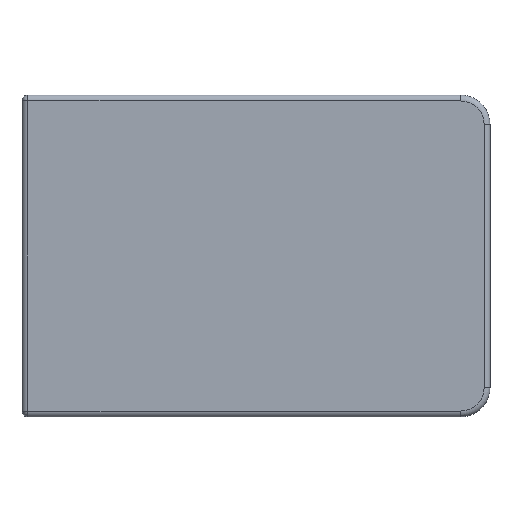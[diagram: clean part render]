
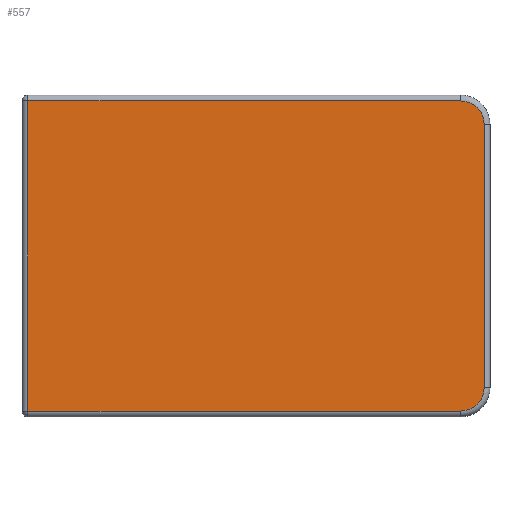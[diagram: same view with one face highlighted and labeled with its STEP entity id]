
A CAD part, front view. The second image highlights one B-rep face of the part: STEP entity #557.
In plain terms, the highlighted planar face has unit normal (0, -1, 0).
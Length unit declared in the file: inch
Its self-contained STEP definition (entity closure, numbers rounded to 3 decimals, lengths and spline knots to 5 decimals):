
#5 = VERTEX_POINT ( 'NONE', #787 ) ;
#16 = DIRECTION ( 'NONE',  ( 1., 0., 0. ) ) ;
#34 = CARTESIAN_POINT ( 'NONE',  ( 4., 0., -2.65 ) ) ;
#44 = CIRCLE ( 'NONE', #1047, 0.4 ) ;
#47 = DIRECTION ( 'NONE',  ( 0., 0., 1. ) ) ;
#62 = AXIS2_PLACEMENT_3D ( 'NONE', #673, #669, #640 ) ;
#119 = ORIENTED_EDGE ( 'NONE', *, *, #615, .T. ) ;
#120 = AXIS2_PLACEMENT_3D ( 'NONE', #1023, #848, #832 ) ;
#143 = DIRECTION ( 'NONE',  ( 0., -1., 0. ) ) ;
#188 = ORIENTED_EDGE ( 'NONE', *, *, #307, .T. ) ;
#203 = CARTESIAN_POINT ( 'NONE',  ( 3.9, 0., -2.25 ) ) ;
#211 = LINE ( 'NONE', #1177, #1142 ) ;
#221 = CIRCLE ( 'NONE', #62, 0.4 ) ;
#278 = CARTESIAN_POINT ( 'NONE',  ( -3.9, 0., -2.65 ) ) ;
#286 = EDGE_LOOP ( 'NONE', ( #1067, #119, #652, #898, #1122, #188 ) ) ;
#307 = EDGE_CURVE ( 'NONE', #491, #1041, #1054, .T. ) ;
#358 = DIRECTION ( 'NONE',  ( 0., 0., 1. ) ) ;
#365 = CARTESIAN_POINT ( 'NONE',  ( 3.9, 0., 2.75 ) ) ;
#374 = EDGE_CURVE ( 'NONE', #406, #491, #211, .T. ) ;
#406 = VERTEX_POINT ( 'NONE', #1084 ) ;
#432 = CARTESIAN_POINT ( 'NONE',  ( 3.5, 0., -2.25 ) ) ;
#436 = EDGE_CURVE ( 'NONE', #723, #406, #894, .T. ) ;
#453 = LINE ( 'NONE', #365, #912 ) ;
#491 = VERTEX_POINT ( 'NONE', #278 ) ;
#557 = ADVANCED_FACE ( 'NONE', ( #1180 ), #1078, .F. ) ;
#565 = EDGE_CURVE ( 'NONE', #5, #723, #221, .T. ) ;
#615 = EDGE_CURVE ( 'NONE', #872, #5, #453, .T. ) ;
#640 = DIRECTION ( 'NONE',  ( 0., 0., 1. ) ) ;
#645 = VECTOR ( 'NONE', #747, 39.37008 ) ;
#652 = ORIENTED_EDGE ( 'NONE', *, *, #565, .T. ) ;
#669 = DIRECTION ( 'NONE',  ( 0., -1., 0. ) ) ;
#673 = CARTESIAN_POINT ( 'NONE',  ( 3.5, 0., 2.25 ) ) ;
#723 = VERTEX_POINT ( 'NONE', #996 ) ;
#747 = DIRECTION ( 'NONE',  ( -1., 0., 0. ) ) ;
#787 = CARTESIAN_POINT ( 'NONE',  ( 3.9, 0., 2.25 ) ) ;
#797 = CARTESIAN_POINT ( 'NONE',  ( 4., 0., 2.65 ) ) ;
#799 = EDGE_CURVE ( 'NONE', #1041, #872, #44, .T. ) ;
#832 = DIRECTION ( 'NONE',  ( 0., 0., 1. ) ) ;
#848 = DIRECTION ( 'NONE',  ( 0., 1., 0. ) ) ;
#872 = VERTEX_POINT ( 'NONE', #203 ) ;
#878 = CARTESIAN_POINT ( 'NONE',  ( 3.5, 0., -2.65 ) ) ;
#894 = LINE ( 'NONE', #797, #645 ) ;
#898 = ORIENTED_EDGE ( 'NONE', *, *, #436, .T. ) ;
#912 = VECTOR ( 'NONE', #358, 39.37008 ) ;
#996 = CARTESIAN_POINT ( 'NONE',  ( 3.5, 0., 2.65 ) ) ;
#1003 = VECTOR ( 'NONE', #16, 39.37008 ) ;
#1023 = CARTESIAN_POINT ( 'NONE',  ( 4., 0., 2.75 ) ) ;
#1041 = VERTEX_POINT ( 'NONE', #878 ) ;
#1047 = AXIS2_PLACEMENT_3D ( 'NONE', #432, #143, #47 ) ;
#1054 = LINE ( 'NONE', #34, #1003 ) ;
#1067 = ORIENTED_EDGE ( 'NONE', *, *, #799, .T. ) ;
#1078 = PLANE ( 'NONE',  #120 ) ;
#1084 = CARTESIAN_POINT ( 'NONE',  ( -3.9, 0., 2.65 ) ) ;
#1091 = DIRECTION ( 'NONE',  ( 0., 0., -1. ) ) ;
#1122 = ORIENTED_EDGE ( 'NONE', *, *, #374, .T. ) ;
#1142 = VECTOR ( 'NONE', #1091, 39.37008 ) ;
#1177 = CARTESIAN_POINT ( 'NONE',  ( -3.9, 0., 2.75 ) ) ;
#1180 = FACE_OUTER_BOUND ( 'NONE', #286, .T. ) ;
